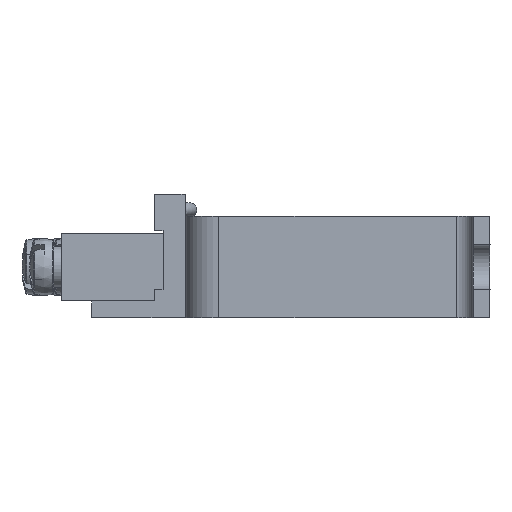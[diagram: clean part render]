
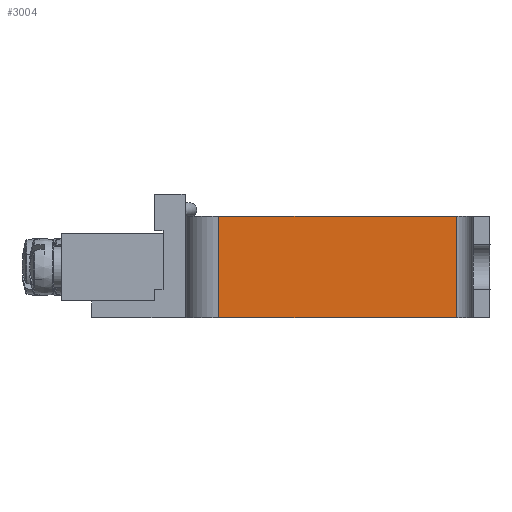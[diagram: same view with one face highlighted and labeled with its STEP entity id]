
A CAD part, left-side view. The second image highlights one B-rep face of the part: STEP entity #3004.
In plain terms, the highlighted planar face has unit normal (-1, 0, 0).
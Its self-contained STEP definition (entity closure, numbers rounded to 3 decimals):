
#289=LINE('',#5512,#489);
#297=LINE('',#5528,#497);
#305=LINE('',#5551,#505);
#306=LINE('',#5555,#506);
#489=VECTOR('',#4167,12.);
#497=VECTOR('',#4181,28.);
#505=VECTOR('',#4213,12.);
#506=VECTOR('',#4220,28.);
#608=PLANE('',#3349);
#1047=FACE_OUTER_BOUND('',#1317,.T.);
#1317=EDGE_LOOP('',(#2731,#2732,#2733,#2734));
#1603=VERTEX_POINT('',#5501);
#1604=VERTEX_POINT('',#5505);
#1609=VERTEX_POINT('',#5526);
#1612=VERTEX_POINT('',#5550);
#1963=EDGE_CURVE('',#1603,#1604,#289,.T.);
#1971=EDGE_CURVE('',#1609,#1604,#297,.T.);
#1983=EDGE_CURVE('',#1609,#1612,#305,.T.);
#1986=EDGE_CURVE('',#1603,#1612,#306,.T.);
#2731=ORIENTED_EDGE('',*,*,#1963,.T.);
#2732=ORIENTED_EDGE('',*,*,#1971,.F.);
#2733=ORIENTED_EDGE('',*,*,#1983,.T.);
#2734=ORIENTED_EDGE('',*,*,#1986,.F.);
#3004=ADVANCED_FACE('',(#1047),#608,.T.);
#3349=AXIS2_PLACEMENT_3D('',#5562,#4231,#4232);
#4167=DIRECTION('',(0.,-1.,0.));
#4181=DIRECTION('',(0.,0.,-1.));
#4213=DIRECTION('',(0.,1.,0.));
#4220=DIRECTION('',(0.,0.,1.));
#4231=DIRECTION('center_axis',(-1.,0.,0.));
#4232=DIRECTION('ref_axis',(0.,0.,1.));
#5501=CARTESIAN_POINT('',(-113.,6.,-30.));
#5505=CARTESIAN_POINT('',(-113.,-6.,-30.));
#5512=CARTESIAN_POINT('',(-113.,-3.,-30.));
#5526=CARTESIAN_POINT('',(-113.,-6.,-2.));
#5528=CARTESIAN_POINT('',(-113.,-6.,-2.));
#5550=CARTESIAN_POINT('',(-113.,6.,-2.));
#5551=CARTESIAN_POINT('',(-113.,0.,-2.));
#5555=CARTESIAN_POINT('',(-113.,6.,7.048));
#5562=CARTESIAN_POINT('Origin',(-113.,0.,-15.738));
